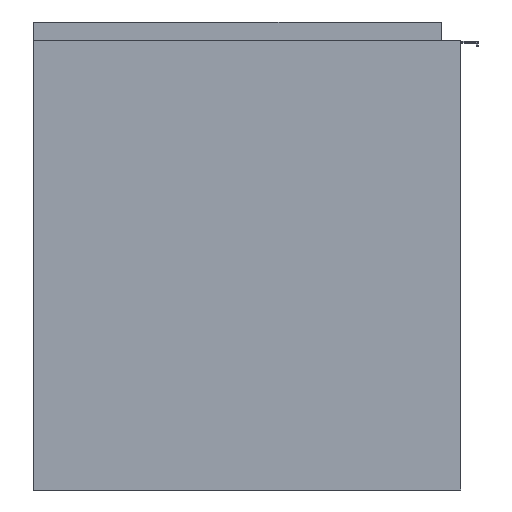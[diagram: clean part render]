
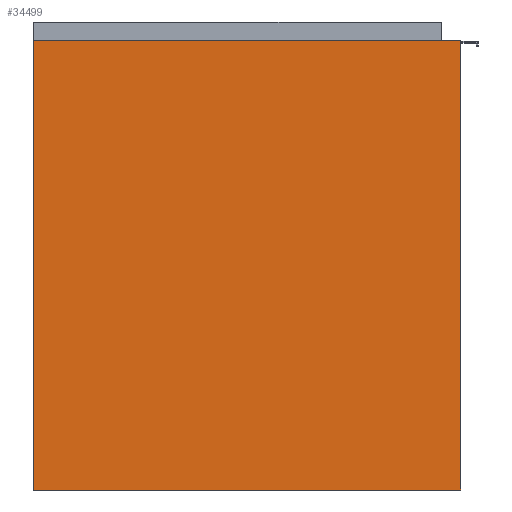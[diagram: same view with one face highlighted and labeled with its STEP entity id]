
A CAD part, left-side view. The second image highlights one B-rep face of the part: STEP entity #34499.
In plain terms, the highlighted planar face has unit normal (-1, 0, 0).
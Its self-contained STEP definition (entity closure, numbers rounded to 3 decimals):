
#3917=FACE_OUTER_BOUND('',#5964,.T.);
#5964=EDGE_LOOP('',(#30615,#30616,#30617,#30618));
#9702=LINE('',#56200,#13415);
#9706=LINE('',#56208,#13419);
#9709=LINE('',#56214,#13422);
#9712=LINE('',#56219,#13425);
#13415=VECTOR('',#46207,391.5);
#13419=VECTOR('',#46213,412.);
#13422=VECTOR('',#46218,391.5);
#13425=VECTOR('',#46223,412.);
#16574=VERTEX_POINT('',#56198);
#16575=VERTEX_POINT('',#56199);
#16578=VERTEX_POINT('',#56207);
#16580=VERTEX_POINT('',#56213);
#21288=EDGE_CURVE('',#16574,#16575,#9702,.T.);
#21292=EDGE_CURVE('',#16578,#16574,#9706,.T.);
#21295=EDGE_CURVE('',#16580,#16578,#9709,.T.);
#21298=EDGE_CURVE('',#16575,#16580,#9712,.T.);
#30615=ORIENTED_EDGE('',*,*,#21298,.F.);
#30616=ORIENTED_EDGE('',*,*,#21288,.F.);
#30617=ORIENTED_EDGE('',*,*,#21292,.F.);
#30618=ORIENTED_EDGE('',*,*,#21295,.F.);
#32804=PLANE('',#37290);
#34499=ADVANCED_FACE('',(#3917),#32804,.F.);
#37290=AXIS2_PLACEMENT_3D('',#56222,#46227,#46228);
#46207=DIRECTION('',(0.,1.,0.));
#46213=DIRECTION('',(0.,0.,-1.));
#46218=DIRECTION('',(0.,-1.,0.));
#46223=DIRECTION('',(0.,0.,1.));
#46227=DIRECTION('center_axis',(1.,0.,0.));
#46228=DIRECTION('ref_axis',(0.,0.,-1.));
#56198=CARTESIAN_POINT('',(0.,0.,0.));
#56199=CARTESIAN_POINT('',(0.,391.5,0.));
#56200=CARTESIAN_POINT('',(0.,0.,0.));
#56207=CARTESIAN_POINT('',(0.,0.,412.));
#56208=CARTESIAN_POINT('',(0.,0.,412.));
#56213=CARTESIAN_POINT('',(0.,391.5,412.));
#56214=CARTESIAN_POINT('',(0.,391.5,412.));
#56219=CARTESIAN_POINT('',(0.,391.5,0.));
#56222=CARTESIAN_POINT('Origin',(0.,195.75,206.));
